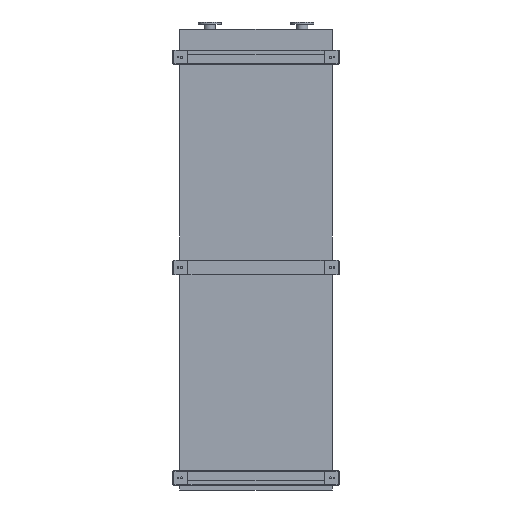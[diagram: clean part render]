
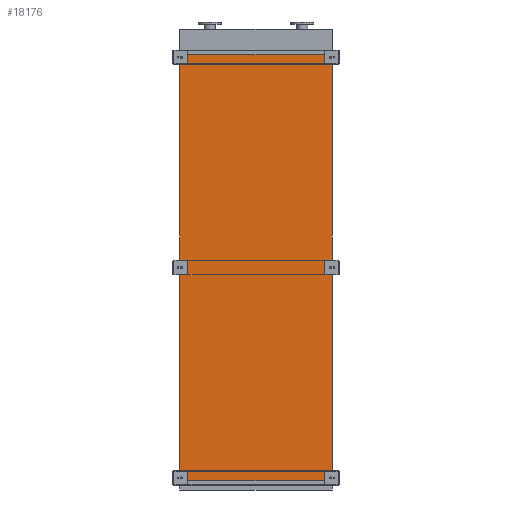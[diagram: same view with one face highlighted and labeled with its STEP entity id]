
A CAD part, front view. The second image highlights one B-rep face of the part: STEP entity #18176.
In plain terms, the highlighted planar face has unit normal (0, -1, 0).
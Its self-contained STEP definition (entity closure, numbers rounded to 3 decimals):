
#288 = LINE ( 'NONE', #12969, #24817 ) ;
#823 = LINE ( 'NONE', #12477, #13129 ) ;
#1452 = ORIENTED_EDGE ( 'NONE', *, *, #28302, .T. ) ;
#4618 = DIRECTION ( 'NONE',  ( 0., -1., 0. ) ) ;
#6361 = CARTESIAN_POINT ( 'NONE',  ( -725., 0., -4050. ) ) ;
#7371 = FACE_OUTER_BOUND ( 'NONE', #19697, .T. ) ;
#8319 = VERTEX_POINT ( 'NONE', #22985 ) ;
#8562 = CARTESIAN_POINT ( 'NONE',  ( -725., 0., 0. ) ) ;
#11067 = VERTEX_POINT ( 'NONE', #22693 ) ;
#11121 = CARTESIAN_POINT ( 'NONE',  ( -725., 0., -4050. ) ) ;
#12264 = VECTOR ( 'NONE', #18496, 1000. ) ;
#12477 = CARTESIAN_POINT ( 'NONE',  ( -725., 0., -4050. ) ) ;
#12969 = CARTESIAN_POINT ( 'NONE',  ( 725., 0., -4050. ) ) ;
#13129 = VECTOR ( 'NONE', #22254, 1000. ) ;
#13867 = VERTEX_POINT ( 'NONE', #21890 ) ;
#17914 = DIRECTION ( 'NONE',  ( 0., 0., 1. ) ) ;
#18089 = ORIENTED_EDGE ( 'NONE', *, *, #27283, .F. ) ;
#18176 = ADVANCED_FACE ( 'NONE', ( #7371 ), #19347, .T. ) ;
#18186 = LINE ( 'NONE', #6361, #30232 ) ;
#18496 = DIRECTION ( 'NONE',  ( 1., 0., 0. ) ) ;
#19247 = ORIENTED_EDGE ( 'NONE', *, *, #30278, .F. ) ;
#19311 = VERTEX_POINT ( 'NONE', #11121 ) ;
#19347 = PLANE ( 'NONE',  #26883 ) ;
#19697 = EDGE_LOOP ( 'NONE', ( #19247, #18089, #1452, #24003 ) ) ;
#21710 = CARTESIAN_POINT ( 'NONE',  ( -725., 0., -4050. ) ) ;
#21829 = DIRECTION ( 'NONE',  ( 0., 0., -1. ) ) ;
#21890 = CARTESIAN_POINT ( 'NONE',  ( -725., 0., 0. ) ) ;
#22254 = DIRECTION ( 'NONE',  ( 1., 0., 0. ) ) ;
#22693 = CARTESIAN_POINT ( 'NONE',  ( 725., 0., -4050. ) ) ;
#22985 = CARTESIAN_POINT ( 'NONE',  ( 725., 0., 0. ) ) ;
#24003 = ORIENTED_EDGE ( 'NONE', *, *, #30998, .T. ) ;
#24491 = LINE ( 'NONE', #8562, #12264 ) ;
#24817 = VECTOR ( 'NONE', #17914, 1000. ) ;
#26883 = AXIS2_PLACEMENT_3D ( 'NONE', #21710, #4618, #21829 ) ;
#27283 = EDGE_CURVE ( 'NONE', #19311, #13867, #18186, .T. ) ;
#28302 = EDGE_CURVE ( 'NONE', #19311, #11067, #823, .T. ) ;
#30232 = VECTOR ( 'NONE', #30610, 1000. ) ;
#30278 = EDGE_CURVE ( 'NONE', #13867, #8319, #24491, .T. ) ;
#30610 = DIRECTION ( 'NONE',  ( 0., 0., 1. ) ) ;
#30998 = EDGE_CURVE ( 'NONE', #11067, #8319, #288, .T. ) ;
